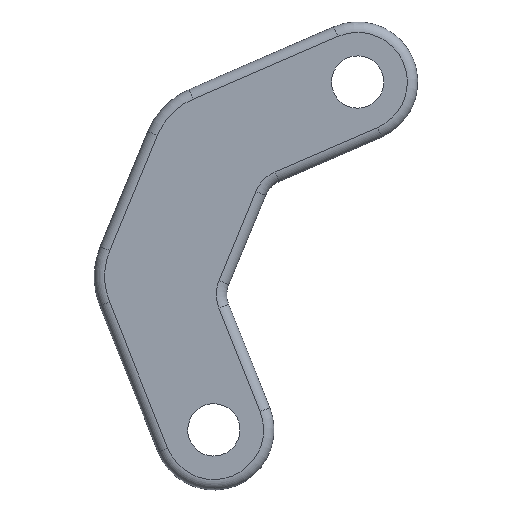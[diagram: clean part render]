
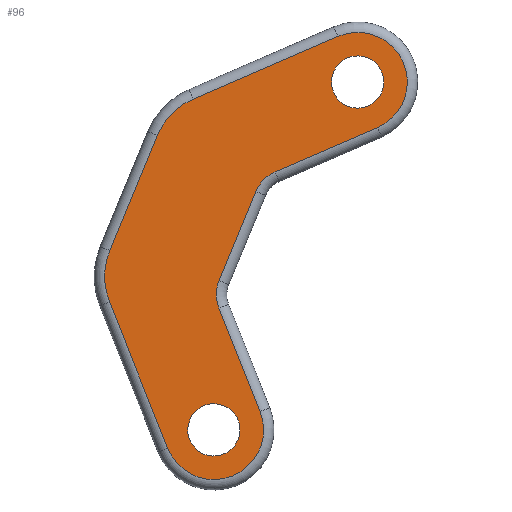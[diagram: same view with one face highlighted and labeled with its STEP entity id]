
A CAD part, front view. The second image highlights one B-rep face of the part: STEP entity #96.
In plain terms, the highlighted planar face has unit normal (0, -1, 0).
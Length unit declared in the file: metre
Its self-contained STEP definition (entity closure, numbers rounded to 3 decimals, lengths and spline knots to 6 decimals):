
#96 = ADVANCED_FACE( 'Face1', ( #211, #212, #213 ), #214, .T. );
#211 = FACE_OUTER_BOUND( '', #344, .T. );
#212 = FACE_BOUND( '', #345, .T. );
#213 = FACE_BOUND( '', #346, .T. );
#214 = PLANE( '', #347 );
#344 = EDGE_LOOP( '', ( #545, #546, #547, #548, #549, #550, #551, #552, #553, #554, #555, #556 ) );
#345 = EDGE_LOOP( '', ( #557 ) );
#346 = EDGE_LOOP( '', ( #558 ) );
#347 = AXIS2_PLACEMENT_3D( '', #559, #560, #561 );
#545 = ORIENTED_EDGE( '', *, *, #786, .T. );
#546 = ORIENTED_EDGE( '', *, *, #813, .T. );
#547 = ORIENTED_EDGE( '', *, *, #824, .T. );
#548 = ORIENTED_EDGE( '', *, *, #825, .T. );
#549 = ORIENTED_EDGE( '', *, *, #789, .T. );
#550 = ORIENTED_EDGE( '', *, *, #826, .T. );
#551 = ORIENTED_EDGE( '', *, *, #804, .T. );
#552 = ORIENTED_EDGE( '', *, *, #810, .T. );
#553 = ORIENTED_EDGE( '', *, *, #822, .T. );
#554 = ORIENTED_EDGE( '', *, *, #827, .T. );
#555 = ORIENTED_EDGE( '', *, *, #828, .T. );
#556 = ORIENTED_EDGE( '', *, *, #765, .T. );
#557 = ORIENTED_EDGE( '', *, *, #801, .F. );
#558 = ORIENTED_EDGE( '', *, *, #793, .F. );
#559 = CARTESIAN_POINT( '', ( 3.881465, -0.22572, 1.354061 ) );
#560 = DIRECTION( '', ( 0., -1., 0. ) );
#561 = DIRECTION( '', ( 0.382, 0., 0.924 ) );
#765 = EDGE_CURVE( '', #894, #899, #901, .T. );
#786 = EDGE_CURVE( '', #899, #931, #933, .F. );
#789 = EDGE_CURVE( '', #937, #935, #938, .T. );
#793 = EDGE_CURVE( '', #943, #943, #944, .T. );
#801 = EDGE_CURVE( '', #957, #957, #958, .T. );
#804 = EDGE_CURVE( '', #963, #961, #964, .T. );
#810 = EDGE_CURVE( '', #961, #971, #973, .F. );
#813 = EDGE_CURVE( '', #931, #975, #977, .T. );
#822 = EDGE_CURVE( '', #971, #989, #991, .T. );
#824 = EDGE_CURVE( '', #975, #993, #994, .F. );
#825 = EDGE_CURVE( '', #993, #937, #995, .T. );
#826 = EDGE_CURVE( '', #935, #963, #996, .F. );
#827 = EDGE_CURVE( '', #989, #997, #998, .F. );
#828 = EDGE_CURVE( '', #997, #894, #999, .T. );
#894 = VERTEX_POINT( '', #1076 );
#899 = VERTEX_POINT( '', #1082 );
#901 = LINE( '', #1084, #1085 );
#931 = VERTEX_POINT( '', #1123 );
#933 = CIRCLE( '', #1125, 0.05544 );
#935 = VERTEX_POINT( '', #1127 );
#937 = VERTEX_POINT( '', #1129 );
#938 = CIRCLE( '', #1130, 0.07524 );
#943 = VERTEX_POINT( '', #1135 );
#944 = CIRCLE( '', #1136, 0.0396 );
#957 = VERTEX_POINT( '', #1151 );
#958 = CIRCLE( '', #1152, 0.0396 );
#961 = VERTEX_POINT( '', #1155 );
#963 = VERTEX_POINT( '', #1157 );
#964 = CIRCLE( '', #1158, 0.10296 );
#971 = VERTEX_POINT( '', #1166 );
#973 = LINE( '', #1168, #1169 );
#975 = VERTEX_POINT( '', #1171 );
#977 = LINE( '', #1173, #1174 );
#989 = VERTEX_POINT( '', #1186 );
#991 = CIRCLE( '', #1188, 0.10296 );
#993 = VERTEX_POINT( '', #1190 );
#994 = CIRCLE( '', #1191, 0.05544 );
#995 = LINE( '', #1192, #1193 );
#996 = LINE( '', #1194, #1195 );
#997 = VERTEX_POINT( '', #1196 );
#998 = LINE( '', #1197, #1198 );
#999 = CIRCLE( '', #1199, 0.07524 );
#1076 = CARTESIAN_POINT( '', ( 3.951378, -0.22572, 1.38187 ) );
#1082 = CARTESIAN_POINT( '', ( 3.889024, -0.22572, 1.53863 ) );
#1084 = CARTESIAN_POINT( '', ( 3.951378, -0.22572, 1.38187 ) );
#1085 = VECTOR( '', #1295, 1. );
#1123 = CARTESIAN_POINT( '', ( 3.889301, -0.22572, 1.580294 ) );
#1125 = AXIS2_PLACEMENT_3D( '', #1325, #1326, #1327 );
#1127 = CARTESIAN_POINT( '', ( 4.069356, -0.22572, 1.950126 ) );
#1129 = CARTESIAN_POINT( '', ( 4.129132, -0.22572, 1.812028 ) );
#1130 = AXIS2_PLACEMENT_3D( '', #1331, #1332, #1333 );
#1135 = CARTESIAN_POINT( '', ( 3.896589, -0.22572, 1.390659 ) );
#1136 = AXIS2_PLACEMENT_3D( '', #1340, #1341, #1342 );
#1151 = CARTESIAN_POINT( '', ( 4.114368, -0.22572, 1.917675 ) );
#1152 = AXIS2_PLACEMENT_3D( '', #1354, #1355, #1356 );
#1155 = CARTESIAN_POINT( '', ( 3.795872, -0.22572, 1.800066 ) );
#1157 = CARTESIAN_POINT( '', ( 3.850128, -0.22572, 1.855233 ) );
#1158 = AXIS2_PLACEMENT_3D( '', #1360, #1361, #1362 );
#1166 = CARTESIAN_POINT( '', ( 3.723776, -0.22572, 1.625597 ) );
#1168 = CARTESIAN_POINT( '', ( 3.650934, -0.22572, 1.449323 ) );
#1169 = VECTOR( '', #1373, 1. );
#1171 = CARTESIAN_POINT( '', ( 3.945092, -0.22572, 1.715307 ) );
#1173 = CARTESIAN_POINT( '', ( 3.808307, -0.22572, 1.384292 ) );
#1174 = VECTOR( '', #1377, 1. );
#1186 = CARTESIAN_POINT( '', ( 3.723262, -0.22572, 1.548222 ) );
#1188 = AXIS2_PLACEMENT_3D( '', #1396, #1397, #1398 );
#1190 = CARTESIAN_POINT( '', ( 3.974307, -0.22572, 1.745012 ) );
#1191 = AXIS2_PLACEMENT_3D( '', #1399, #1400, #1401 );
#1192 = CARTESIAN_POINT( '', ( 3.753595, -0.22572, 1.649477 ) );
#1193 = VECTOR( '', #1402, 1. );
#1194 = CARTESIAN_POINT( '', ( 3.693819, -0.22572, 1.787575 ) );
#1195 = VECTOR( '', #1403, 1. );
#1196 = CARTESIAN_POINT( '', ( 3.811553, -0.22572, 1.326252 ) );
#1197 = CARTESIAN_POINT( '', ( 3.811553, -0.22572, 1.326252 ) );
#1198 = VECTOR( '', #1404, 1. );
#1199 = AXIS2_PLACEMENT_3D( '', #1405, #1406, #1407 );
#1295 = DIRECTION( '', ( -0.37, 0., 0.929 ) );
#1325 = CARTESIAN_POINT( '', ( 3.940538, -0.22572, 1.559121 ) );
#1326 = DIRECTION( '', ( 0., -1., 0. ) );
#1327 = DIRECTION( '', ( 0.382, 0., 0.924 ) );
#1331 = CARTESIAN_POINT( '', ( 4.099244, -0.22572, 1.881077 ) );
#1332 = DIRECTION( '', ( 0., -1., 0. ) );
#1333 = DIRECTION( '', ( 0.382, 0., 0.924 ) );
#1340 = CARTESIAN_POINT( '', ( 3.881465, -0.22572, 1.354061 ) );
#1341 = DIRECTION( '', ( 0., -1., 0. ) );
#1342 = DIRECTION( '', ( 0.382, 0., 0.924 ) );
#1354 = CARTESIAN_POINT( '', ( 4.099244, -0.22572, 1.881077 ) );
#1355 = DIRECTION( '', ( 0., -1., 0. ) );
#1356 = DIRECTION( '', ( 0.382, 0., 0.924 ) );
#1360 = CARTESIAN_POINT( '', ( 3.891027, -0.22572, 1.760745 ) );
#1361 = DIRECTION( '', ( 0., -1., 0. ) );
#1362 = DIRECTION( '', ( 0.382, 0., 0.924 ) );
#1373 = DIRECTION( '', ( 0.382, 0., 0.924 ) );
#1377 = DIRECTION( '', ( 0.382, 0., 0.924 ) );
#1396 = CARTESIAN_POINT( '', ( 3.818931, -0.22572, 1.586275 ) );
#1397 = DIRECTION( '', ( 0., -1., 0. ) );
#1398 = DIRECTION( '', ( 0.382, 0., 0.924 ) );
#1399 = CARTESIAN_POINT( '', ( 3.99633, -0.22572, 1.694134 ) );
#1400 = DIRECTION( '', ( 0., -1., 0. ) );
#1401 = DIRECTION( '', ( 0.382, 0., 0.924 ) );
#1402 = DIRECTION( '', ( 0.918, 0., 0.397 ) );
#1403 = DIRECTION( '', ( 0.918, 0., 0.397 ) );
#1404 = DIRECTION( '', ( -0.37, 0., 0.929 ) );
#1405 = CARTESIAN_POINT( '', ( 3.881465, -0.22572, 1.354061 ) );
#1406 = DIRECTION( '', ( 0., -1., 0. ) );
#1407 = DIRECTION( '', ( 0.382, 0., 0.924 ) );
